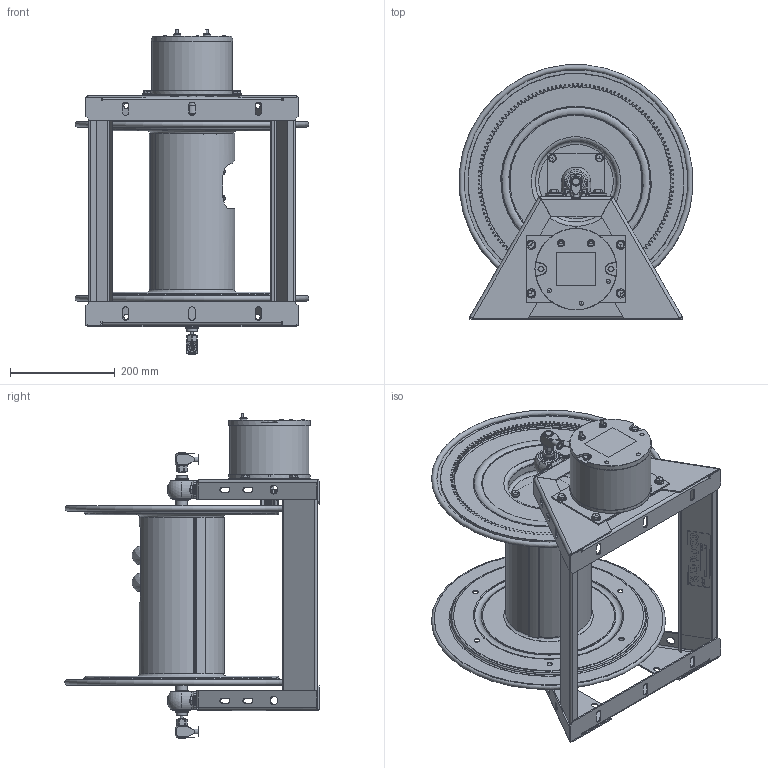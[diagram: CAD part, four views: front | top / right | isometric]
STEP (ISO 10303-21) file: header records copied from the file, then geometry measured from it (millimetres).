
FILE_DESCRIPTION(/* description */ (''),/* implementation_level */ '2;1');
FILE_NAME(/* name */ '1275HPL-B-12-E_SHARED.stp',/* time_stamp */ '2020-03-16T09:40:36-07:00',/* author */ ('NMelton'),/* organization */ (''),/* preprocessor_version */ 'ST-DEVELOPER v17',/* originating_system */ 'Autodesk Inventor 2019',/* authorisation */ '');
FILE_SCHEMA (('AUTOMOTIVE_DESIGN { 1 0 10303 214 3 1 1 }'));
Products named in the file (1): 1275HPL-B-12-E_SHARED
Bounding box: 446.63 x 485.83 x 621.05 mm (x, y, z)
Surface area: 1860451.9 mm2 (no closed solid volume)
Topology: 0 solids, 143 shells, 2833 faces, 10058 edges, 7135 vertices
Faces by surface type: cylinder 1092, plane 943, bspline 316, cone 299, torus 147, sphere 36
Full cylindrical faces by diameter (mm): 1.245 x4, 1.321 x4, 2.54 x1, 3.048 x1, 3.962 x1, 3.975 x2, 4.826 x1, 5.08 x2, 5.969 x2, 6.35 x1, 6.858 x1, 6.985 x4, 7.938 x6, 9.347 x2, 10.414 x6, 10.592 x2, 10.731 x4, 11.43 x13, 12.192 x3, 12.573 x2, 12.7 x4, 12.859 x4, 13.398 x2, 13.843 x2, 13.868 x2, 14.186 x4, 15.875 x3, 16.167 x2, 16.662 x4, 16.764 x1
Entity records: 123182 total; most frequent: CARTESIAN_POINT 39998, ORIENTED_EDGE 16062, DIRECTION 15529, EDGE_CURVE 9995, VERTEX_POINT 7135, AXIS2_PLACEMENT_3D 5655, LINE 4219, VECTOR 4219
